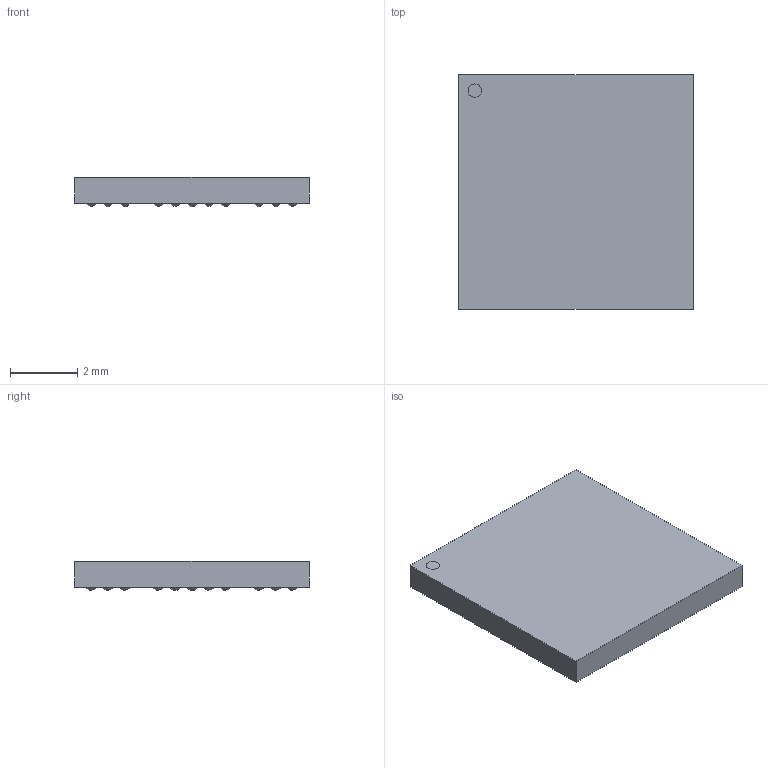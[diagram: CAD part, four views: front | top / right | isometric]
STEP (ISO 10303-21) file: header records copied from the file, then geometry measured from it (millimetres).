
FILE_DESCRIPTION(/* description */ ('model of NXP_SOT1982-1_VFBGA-98_7x7mm_Layout13x13_P0.5mm'),/* implementation_level */ '2;1');
FILE_NAME(/* name */ 'NXP_SOT1982-1_VFBGA-98_7x7mm_Layout13x13_P0.5mm.step',/* time_stamp */ '1970-01-01T00:00:00',/* author */ ('KiCAD','kicad'),/* organization */ ('OCCT'),/* preprocessor_version */ '',/* originating_system */ 'KiCAD',/* authorisation */ '');
FILE_SCHEMA(('AUTOMOTIVE_DESIGN { 1 0 10303 214 1 1 1 1 }'));
Length unit declared in the file: millimetre
Products named in the file (1): NXP_SOT1982-1_VFBGA-98_7x7mm_Layout13x13_P0.5mm
Bounding box: 7 x 7 x 0.87 mm (x, y, z)
Volume: 38.1 mm3; surface area: 122.5 mm2
Topology: 1 solids, 1 shells, 106 faces, 309 edges, 206 vertices
Faces by surface type: sphere 98, plane 7, cylinder 1
Full cylindrical faces by diameter (mm): 0.4 x1
Entity records: 2437 total; most frequent: CARTESIAN_POINT 405, ORIENTED_EDGE 318, AXIS2_PLACEMENT_3D 304, EDGE_CURVE 211, VERTEX_POINT 206, FACE_BOUND 205, EDGE_LOOP 205, CIRCLE 198
